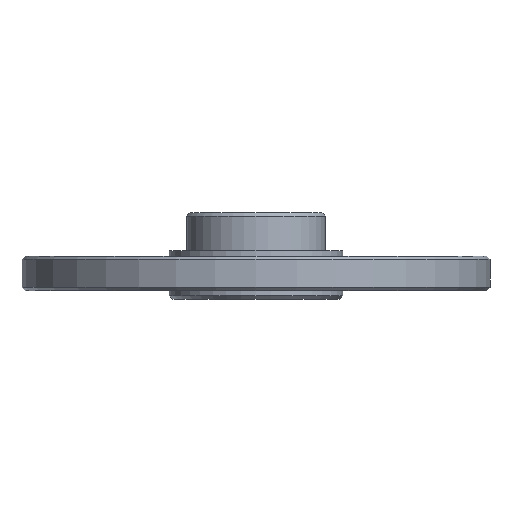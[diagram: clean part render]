
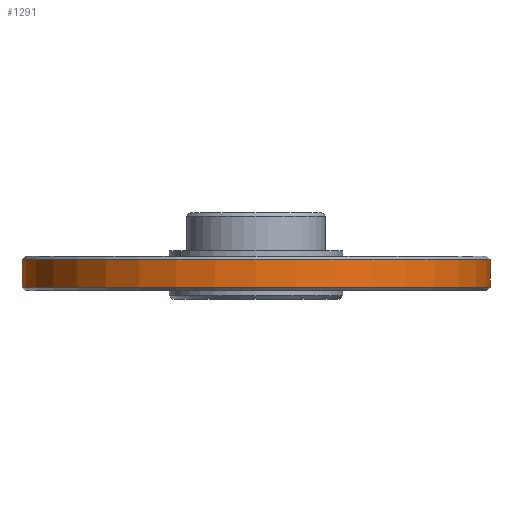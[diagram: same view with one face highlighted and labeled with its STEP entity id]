
A CAD part, left-side view. The second image highlights one B-rep face of the part: STEP entity #1291.
In plain terms, the highlighted cylindrical face has radius 13.5 mm (diameter 27 mm), a partial arc.
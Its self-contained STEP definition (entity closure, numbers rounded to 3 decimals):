
#250=CARTESIAN_POINT('',(0.,0.,1.8));
#251=DIRECTION('',(0.,0.,-1.));
#252=DIRECTION('',(0.,-1.,0.));
#253=AXIS2_PLACEMENT_3D('',#250,#251,#252);
#255=DIRECTION('',(0.,0.,-1.));
#256=VECTOR('',#255,1.6);
#257=CARTESIAN_POINT('',(0.,-13.5,
1.8));
#258=LINE('',#257,#256);
#259=CARTESIAN_POINT('',(0.,0.,0.2));
#260=DIRECTION('',(0.,0.,-1.));
#261=DIRECTION('',(0.,-1.,0.));
#262=AXIS2_PLACEMENT_3D('',#259,#260,#261);
#264=DIRECTION('',(0.,0.,-1.));
#265=VECTOR('',#264,1.6);
#266=CARTESIAN_POINT('',(0.,13.5,1.8));
#267=LINE('',#266,#265);
#844=CARTESIAN_POINT('',(0.,-13.5,1.8));
#845=CARTESIAN_POINT('',(0.,13.5,1.8));
#846=VERTEX_POINT('',#844);
#847=VERTEX_POINT('',#845);
#856=CARTESIAN_POINT('',(0.,-13.5,0.2));
#857=CARTESIAN_POINT('',(0.,13.5,0.2));
#858=VERTEX_POINT('',#856);
#859=VERTEX_POINT('',#857);
#1277=CARTESIAN_POINT('',(0.,0.,-0.75));
#1278=DIRECTION('',(0.,0.,1.));
#1279=DIRECTION('',(0.,1.,0.));
#1280=AXIS2_PLACEMENT_3D('',#1277,#1278,#1279);
#1281=CYLINDRICAL_SURFACE('',#1280,13.5);
#1282=ORIENTED_EDGE('',*,*,#1267,.F.);
#1284=ORIENTED_EDGE('',*,*,#1283,.T.);
#1286=ORIENTED_EDGE('',*,*,#1285,.T.);
#1288=ORIENTED_EDGE('',*,*,#1287,.F.);
#1289=EDGE_LOOP('',(#1282,#1284,#1286,#1288));
#1290=FACE_OUTER_BOUND('',#1289,.F.);
#1291=ADVANCED_FACE('',(#1290),#1281,.T.);
#254=CIRCLE('',#253,13.5);
#263=CIRCLE('',#262,13.5);
#1267=EDGE_CURVE('',#846,#847,#254,.T.);
#1283=EDGE_CURVE('',#846,#858,#258,.T.);
#1285=EDGE_CURVE('',#858,#859,#263,.T.);
#1287=EDGE_CURVE('',#847,#859,#267,.T.);
